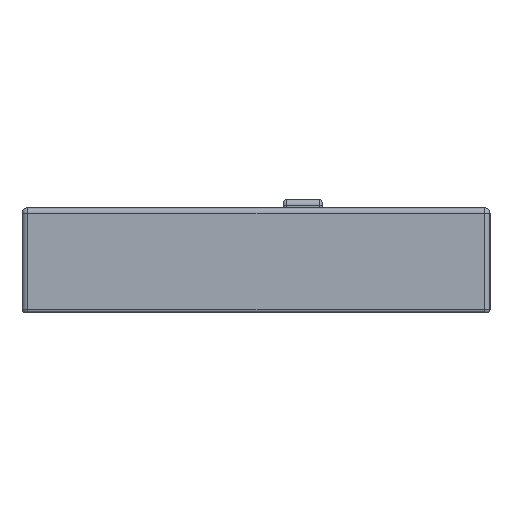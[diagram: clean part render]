
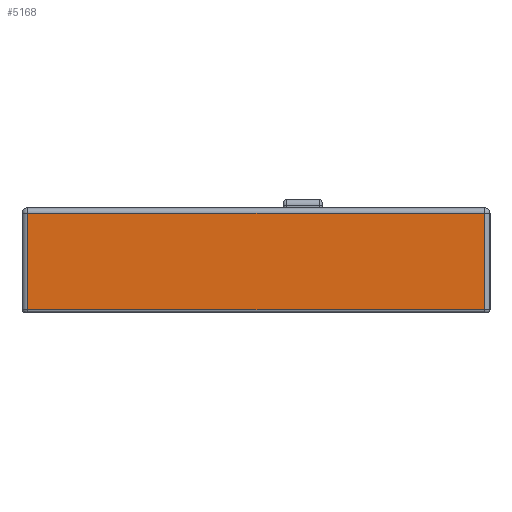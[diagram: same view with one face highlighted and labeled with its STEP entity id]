
A CAD part, left-side view. The second image highlights one B-rep face of the part: STEP entity #5168.
In plain terms, the highlighted planar face has unit normal (-1, 0, 0).
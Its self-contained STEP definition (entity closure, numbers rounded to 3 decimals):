
#197=PLANE('',#5743);
#432=FACE_OUTER_BOUND('',#777,.T.);
#777=EDGE_LOOP('',(#4011,#4012,#4013,#4014));
#1198=LINE('',#8673,#1601);
#1204=LINE('',#8708,#1607);
#1206=LINE('',#8714,#1609);
#1207=LINE('',#8715,#1610);
#1601=VECTOR('',#7002,10.);
#1607=VECTOR('',#7052,10.);
#1609=VECTOR('',#7058,10.);
#1610=VECTOR('',#7059,10.);
#2362=VERTEX_POINT('',#8669);
#2363=VERTEX_POINT('',#8671);
#2370=VERTEX_POINT('',#8707);
#2372=VERTEX_POINT('',#8713);
#2962=EDGE_CURVE('',#2363,#2362,#1198,.T.);
#2980=EDGE_CURVE('',#2362,#2370,#1204,.T.);
#2983=EDGE_CURVE('',#2372,#2363,#1206,.T.);
#2984=EDGE_CURVE('',#2370,#2372,#1207,.T.);
#4011=ORIENTED_EDGE('',*,*,#2962,.F.);
#4012=ORIENTED_EDGE('',*,*,#2983,.F.);
#4013=ORIENTED_EDGE('',*,*,#2984,.F.);
#4014=ORIENTED_EDGE('',*,*,#2980,.F.);
#5168=ADVANCED_FACE('',(#432),#197,.T.);
#5743=AXIS2_PLACEMENT_3D('',#8712,#7056,#7057);
#7002=DIRECTION('',(0.,-1.,0.));
#7052=DIRECTION('',(0.,0.,-1.));
#7056=DIRECTION('center_axis',(-1.,0.,0.));
#7057=DIRECTION('ref_axis',(0.,-1.,0.));
#7058=DIRECTION('',(0.,0.,1.));
#7059=DIRECTION('',(0.,1.,0.));
#8669=CARTESIAN_POINT('',(0.,1.,18.));
#8671=CARTESIAN_POINT('',(0.,84.,18.));
#8673=CARTESIAN_POINT('',(0.,42.5,18.));
#8707=CARTESIAN_POINT('',(0.,1.,0.5));
#8708=CARTESIAN_POINT('',(0.,1.,0.));
#8712=CARTESIAN_POINT('Origin',(0.,85.,0.));
#8713=CARTESIAN_POINT('',(0.,84.,0.5));
#8714=CARTESIAN_POINT('',(0.,84.,0.));
#8715=CARTESIAN_POINT('',(0.,63.75,0.5));
